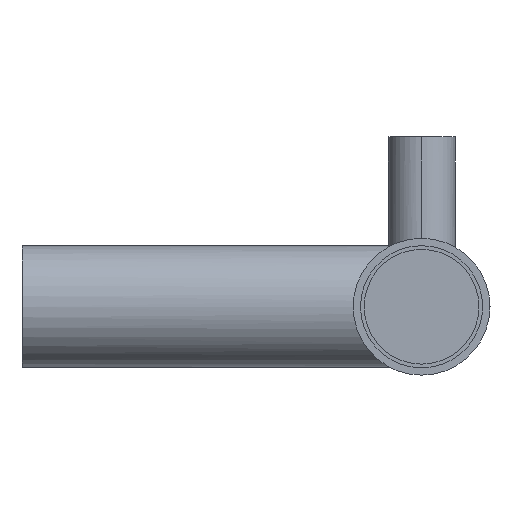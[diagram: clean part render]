
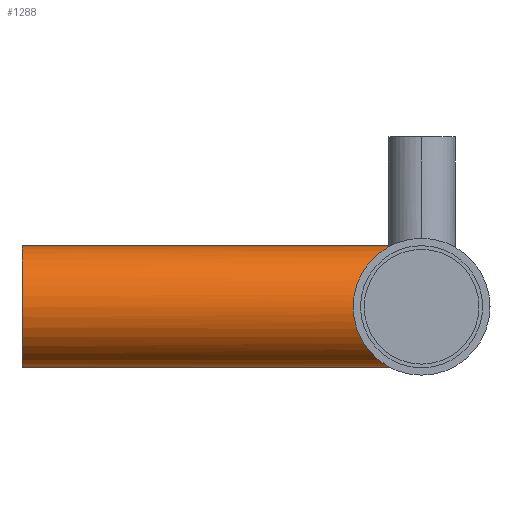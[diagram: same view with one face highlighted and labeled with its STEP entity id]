
A CAD part, left-side view. The second image highlights one B-rep face of the part: STEP entity #1288.
In plain terms, the highlighted cylindrical face has radius 66.5 mm (diameter 133 mm), a partial arc.
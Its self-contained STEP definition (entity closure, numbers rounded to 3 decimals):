
#9 = VECTOR ( 'NONE', #2093, 1000. ) ;
#24 = CARTESIAN_POINT ( 'NONE',  ( 253.5, 66.5, 0. ) ) ;
#86 = ORIENTED_EDGE ( 'NONE', *, *, #430, .F. ) ;
#147 = DIRECTION ( 'NONE',  ( 0., 0., -1. ) ) ;
#188 = VERTEX_POINT ( 'NONE', #1980 ) ;
#199 = EDGE_CURVE ( 'NONE', #1191, #2067, #2349, .T. ) ;
#207 = CARTESIAN_POINT ( 'NONE',  ( 320., 0., -66.5 ) ) ;
#213 = VERTEX_POINT ( 'NONE', #1605 ) ;
#336 = CARTESIAN_POINT ( 'NONE',  ( 320., 435., 0. ) ) ;
#340 = CARTESIAN_POINT ( 'NONE',  ( 320., 0., -66.5 ) ) ;
#348 = DIRECTION ( 'NONE',  ( 0., -1., 0. ) ) ;
#430 = EDGE_CURVE ( 'NONE', #1997, #188, #1543, .T. ) ;
#438 = AXIS2_PLACEMENT_3D ( 'NONE', #336, #348, #147 ) ;
#478 = CARTESIAN_POINT ( 'NONE',  ( 281.045, 38.955, -66.5 ) ) ;
#588 = VECTOR ( 'NONE', #721, 1000. ) ;
#608 = EDGE_CURVE ( 'NONE', #213, #2067, #628, .T. ) ;
#628 =( BOUNDED_CURVE ( )  B_SPLINE_CURVE ( 3, ( #869, #1783, #478, #340 ),
 .UNSPECIFIED., .F., .T. ) 
 B_SPLINE_CURVE_WITH_KNOTS ( ( 4, 4 ),
 ( 3.142, 4.712 ),
 .UNSPECIFIED. ) 
 CURVE ( )  GEOMETRIC_REPRESENTATION_ITEM ( )  RATIONAL_B_SPLINE_CURVE ( ( 1., 0.805, 0.805, 1. ) ) 
 REPRESENTATION_ITEM ( '' )  );
#659 = ORIENTED_EDGE ( 'NONE', *, *, #2345, .F. ) ;
#699 = CYLINDRICAL_SURFACE ( 'NONE', #438, 66.5 ) ;
#721 = DIRECTION ( 'NONE',  ( 0., -1., 0. ) ) ;
#863 = CARTESIAN_POINT ( 'NONE',  ( 320., 435., -66.5 ) ) ;
#869 = CARTESIAN_POINT ( 'NONE',  ( 253.5, 66.5, 0. ) ) ;
#972 = CARTESIAN_POINT ( 'NONE',  ( 320., 435., 66.5 ) ) ;
#1191 = VERTEX_POINT ( 'NONE', #1336 ) ;
#1211 = CARTESIAN_POINT ( 'NONE',  ( 320., 435., 66.5 ) ) ;
#1285 = DIRECTION ( 'NONE',  ( 0., 1., 0. ) ) ;
#1288 = ADVANCED_FACE ( 'NONE', ( #2011 ), #699, .T. ) ;
#1336 = CARTESIAN_POINT ( 'NONE',  ( 320., 435., -66.5 ) ) ;
#1543 = LINE ( 'NONE', #972, #9 ) ;
#1605 = CARTESIAN_POINT ( 'NONE',  ( 253.5, 66.5, 0. ) ) ;
#1713 = AXIS2_PLACEMENT_3D ( 'NONE', #1820, #1285, #1807 ) ;
#1783 = CARTESIAN_POINT ( 'NONE',  ( 253.5, 66.5, -38.955 ) ) ;
#1807 = DIRECTION ( 'NONE',  ( -1., 0., 0. ) ) ;
#1820 = CARTESIAN_POINT ( 'NONE',  ( 320., 435., 0. ) ) ;
#1826 = ORIENTED_EDGE ( 'NONE', *, *, #199, .T. ) ;
#1861 = CARTESIAN_POINT ( 'NONE',  ( 281.045, 38.955, 66.5 ) ) ;
#1956 = ORIENTED_EDGE ( 'NONE', *, *, #2063, .F. ) ;
#1980 = CARTESIAN_POINT ( 'NONE',  ( 320., 0., 66.5 ) ) ;
#1997 = VERTEX_POINT ( 'NONE', #1211 ) ;
#2011 = FACE_OUTER_BOUND ( 'NONE', #2107, .T. ) ;
#2041 =( BOUNDED_CURVE ( )  B_SPLINE_CURVE ( 3, ( #2210, #1861, #2047, #24 ),
 .UNSPECIFIED., .F., .T. ) 
 B_SPLINE_CURVE_WITH_KNOTS ( ( 4, 4 ),
 ( 1.571, 3.142 ),
 .UNSPECIFIED. ) 
 CURVE ( )  GEOMETRIC_REPRESENTATION_ITEM ( )  RATIONAL_B_SPLINE_CURVE ( ( 1., 0.805, 0.805, 1. ) ) 
 REPRESENTATION_ITEM ( '' )  );
#2047 = CARTESIAN_POINT ( 'NONE',  ( 253.5, 66.5, 38.955 ) ) ;
#2063 = EDGE_CURVE ( 'NONE', #188, #213, #2041, .T. ) ;
#2067 = VERTEX_POINT ( 'NONE', #207 ) ;
#2093 = DIRECTION ( 'NONE',  ( 0., -1., 0. ) ) ;
#2107 = EDGE_LOOP ( 'NONE', ( #86, #659, #1826, #2315, #1956 ) ) ;
#2210 = CARTESIAN_POINT ( 'NONE',  ( 320., 0., 66.5 ) ) ;
#2315 = ORIENTED_EDGE ( 'NONE', *, *, #608, .F. ) ;
#2330 = CIRCLE ( 'NONE', #1713, 66.5 ) ;
#2345 = EDGE_CURVE ( 'NONE', #1191, #1997, #2330, .T. ) ;
#2349 = LINE ( 'NONE', #863, #588 ) ;
